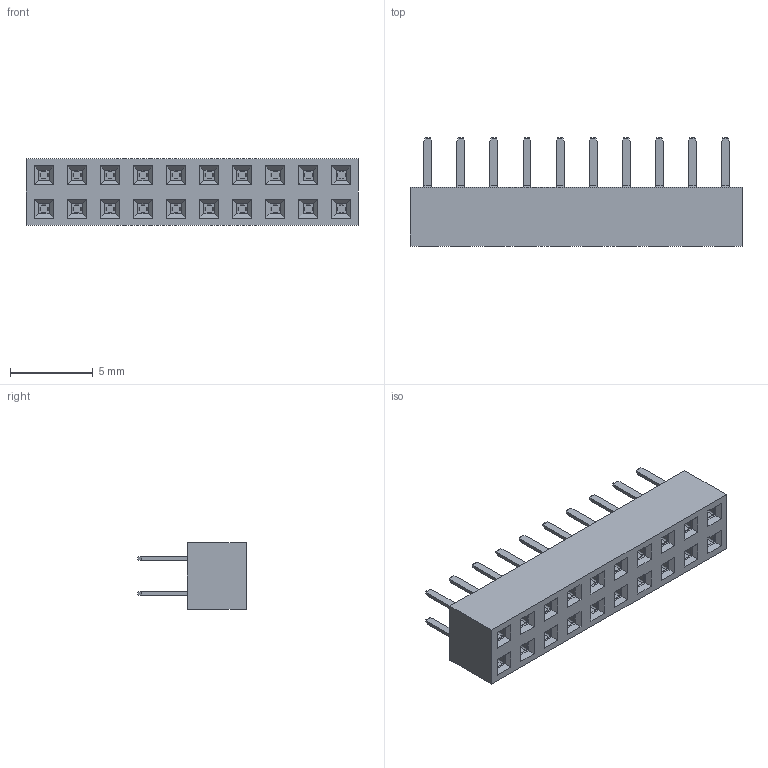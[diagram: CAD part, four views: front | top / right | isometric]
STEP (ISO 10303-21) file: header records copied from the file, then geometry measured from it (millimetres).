
FILE_DESCRIPTION( ('This file contains a STEP AP42 implementation' ,'as created by ZW3D STEP Interface translator.') ,'2;1' );
FILE_NAME( '2235-2XXCXXCUNX1.stp' ,'23 414.11 135', (''), ('ZWCAD Software Co.'), 'Version 1.0', 'ZW3D to STEP translator', '' );
FILE_SCHEMA(('AUTOMOTIVE_DESIGN { 1 0 10303 214 1 1 1 1 }'));
Length unit declared in the file: millimetre
Products named in the file (2): 0; 2235-2XXCG0CUNTX
Bounding box: 20.07 x 6.56 x 4 mm (x, y, z)
Volume: 237 mm3; surface area: 1003.1 mm2
Topology: 1 solids, 1 shells, 2486 faces, 7546 edges, 4982 vertices
Faces by surface type: plane 1726, cylinder 760
Entity records: 87645 total; most frequent: CARTESIAN_POINT 17335, ORIENTED_EDGE 15092, DIRECTION 12960, EDGE_CURVE 7546, VECTOR 5826, LINE 5826, VERTEX_POINT 4982, AXIS2_PLACEMENT_3D 3567
